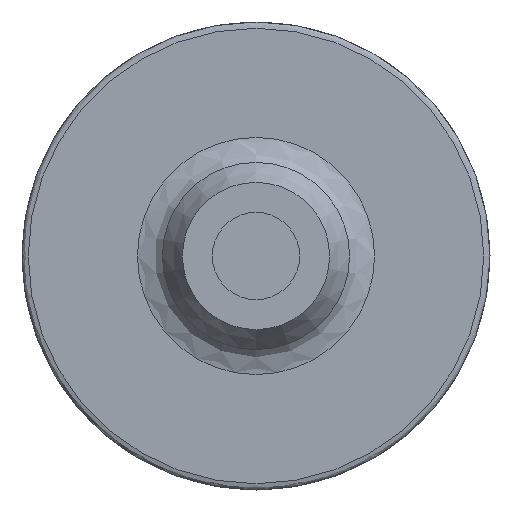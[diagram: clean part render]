
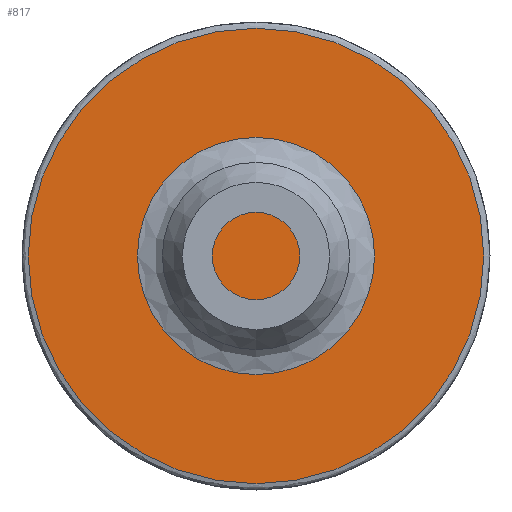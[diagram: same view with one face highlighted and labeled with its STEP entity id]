
A CAD part, front view. The second image highlights one B-rep face of the part: STEP entity #817.
In plain terms, the highlighted planar face has unit normal (0, -1, 0).
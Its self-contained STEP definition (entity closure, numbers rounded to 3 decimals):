
#698 = SURFACE_OF_REVOLUTION('',#699,#704);
#699 = CIRCLE('',#700,0.254);
#700 = AXIS2_PLACEMENT_3D('',#701,#702,#703);
#701 = CARTESIAN_POINT('',(0.,-4.064,9.271));
#702 = DIRECTION('',(1.,0.,0.));
#703 = DIRECTION('',(0.,1.,0.));
#704 = AXIS1_PLACEMENT('',#705,#706);
#705 = CARTESIAN_POINT('',(0.,0.,0.));
#706 = DIRECTION('',(0.,-1.,0.));
#768 = VERTEX_POINT('',#769);
#769 = CARTESIAN_POINT('',(0.,-4.318,9.271));
#792 = EDGE_CURVE('',#768,#768,#793,.T.);
#793 = SURFACE_CURVE('',#794,(#799,#805),.PCURVE_S1.);
#794 = CIRCLE('',#795,9.271);
#795 = AXIS2_PLACEMENT_3D('',#796,#797,#798);
#796 = CARTESIAN_POINT('',(0.,-4.318,0.));
#797 = DIRECTION('',(0.,-1.,0.));
#798 = DIRECTION('',(0.,0.,1.));
#799 = PCURVE('',#698,#800);
#800 = DEFINITIONAL_REPRESENTATION('',(#801),#804);
#801 = B_SPLINE_CURVE_WITH_KNOTS('',1,(#802,#803),.UNSPECIFIED.,.F.,.F.,
  (2,2),(0.,6.283),.PIECEWISE_BEZIER_KNOTS.);
#802 = CARTESIAN_POINT('',(0.,3.142));
#803 = CARTESIAN_POINT('',(6.283,3.142));
#804 = ( GEOMETRIC_REPRESENTATION_CONTEXT(2) 
PARAMETRIC_REPRESENTATION_CONTEXT() REPRESENTATION_CONTEXT('2D SPACE',''
  ) );
#805 = PCURVE('',#806,#811);
#806 = PLANE('',#807);
#807 = AXIS2_PLACEMENT_3D('',#808,#809,#810);
#808 = CARTESIAN_POINT('',(0.,-4.318,0.));
#809 = DIRECTION('',(-0.,-1.,0.));
#810 = DIRECTION('',(0.,0.,-1.));
#811 = DEFINITIONAL_REPRESENTATION('',(#812),#816);
#812 = CIRCLE('',#813,9.271);
#813 = AXIS2_PLACEMENT_2D('',#814,#815);
#814 = CARTESIAN_POINT('',(0.,0.));
#815 = DIRECTION('',(-1.,0.));
#816 = ( GEOMETRIC_REPRESENTATION_CONTEXT(2) 
PARAMETRIC_REPRESENTATION_CONTEXT() REPRESENTATION_CONTEXT('2D SPACE',''
  ) );
#817 = ADVANCED_FACE('',(#818),#806,.T.);
#818 = FACE_BOUND('',#819,.T.);
#819 = EDGE_LOOP('',(#820));
#820 = ORIENTED_EDGE('',*,*,#792,.T.);
